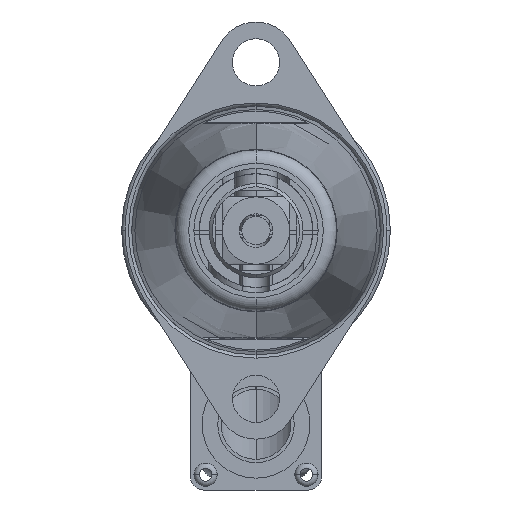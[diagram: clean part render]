
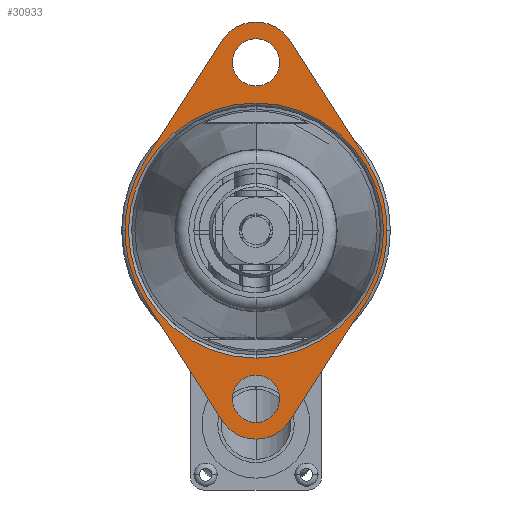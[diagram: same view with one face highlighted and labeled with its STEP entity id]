
A CAD part, left-side view. The second image highlights one B-rep face of the part: STEP entity #30933.
In plain terms, the highlighted planar face has unit normal (-1, 0, 0).
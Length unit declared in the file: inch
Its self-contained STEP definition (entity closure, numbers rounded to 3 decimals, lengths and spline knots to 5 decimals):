
#30212=CARTESIAN_POINT('',(-12.794,0.005,-1.5625));
#30213=DIRECTION('',(-1.,0.,0.));
#30214=DIRECTION('',(0.,0.842,-0.54));
#30215=AXIS2_PLACEMENT_3D('',#30212,#30213,#30214);
#30217=DIRECTION('',(0.,-0.54,-0.842));
#30218=VECTOR('',#30217,1.31494);
#30219=CARTESIAN_POINT('',(-12.794,1.03086,-0.65846));
#30220=LINE('',#30219,#30218);
#30221=CARTESIAN_POINT('',(-12.794,0.005,0.));
#30222=DIRECTION('',(-1.,0.,0.));
#30223=DIRECTION('',(0.,0.842,0.54));
#30224=AXIS2_PLACEMENT_3D('',#30221,#30222,#30223);
#30226=DIRECTION('',(0.,0.54,-0.842));
#30227=VECTOR('',#30226,1.31494);
#30228=CARTESIAN_POINT('',(-12.794,0.32059,1.76506));
#30229=LINE('',#30228,#30227);
#30230=CARTESIAN_POINT('',(-12.794,0.005,1.5625));
#30231=DIRECTION('',(-1.,0.,0.));
#30232=DIRECTION('',(0.,-0.842,0.54));
#30233=AXIS2_PLACEMENT_3D('',#30230,#30231,#30232);
#30235=DIRECTION('',(0.,0.54,0.842));
#30236=VECTOR('',#30235,1.31494);
#30237=CARTESIAN_POINT('',(-12.794,-1.02086,0.65846));
#30238=LINE('',#30237,#30236);
#30239=CARTESIAN_POINT('',(-12.794,0.005,0.));
#30240=DIRECTION('',(-1.,0.,0.));
#30241=DIRECTION('',(0.,-0.842,-0.54));
#30242=AXIS2_PLACEMENT_3D('',#30239,#30240,#30241);
#30244=DIRECTION('',(0.,-0.54,0.842));
#30245=VECTOR('',#30244,1.31494);
#30246=CARTESIAN_POINT('',(-12.794,-0.31059,-1.76506));
#30247=LINE('',#30246,#30245);
#30248=CARTESIAN_POINT('',(-12.794,0.005,-1.5625));
#30249=DIRECTION('',(-1.,0.,0.));
#30250=DIRECTION('',(0.,0.,1.));
#30251=AXIS2_PLACEMENT_3D('',#30248,#30249,#30250);
#30253=CARTESIAN_POINT('',(-12.794,0.005,-1.5625));
#30254=DIRECTION('',(-1.,0.,0.));
#30255=DIRECTION('',(0.,0.,-1.));
#30256=AXIS2_PLACEMENT_3D('',#30253,#30254,#30255);
#30258=CARTESIAN_POINT('',(-12.794,0.005,1.5625));
#30259=DIRECTION('',(-1.,0.,0.));
#30260=DIRECTION('',(0.,0.,1.));
#30261=AXIS2_PLACEMENT_3D('',#30258,#30259,#30260);
#30263=CARTESIAN_POINT('',(-12.794,0.005,1.5625));
#30264=DIRECTION('',(-1.,0.,0.));
#30265=DIRECTION('',(0.,0.,-1.));
#30266=AXIS2_PLACEMENT_3D('',#30263,#30264,#30265);
#30268=CARTESIAN_POINT('',(-12.794,0.005,0.));
#30269=DIRECTION('',(-1.,0.,0.));
#30270=DIRECTION('',(0.,0.,1.));
#30271=AXIS2_PLACEMENT_3D('',#30268,#30269,#30270);
#30273=CARTESIAN_POINT('',(-12.794,0.005,0.));
#30274=DIRECTION('',(-1.,0.,0.));
#30275=DIRECTION('',(0.,0.,-1.));
#30276=AXIS2_PLACEMENT_3D('',#30273,#30274,#30275);
#30420=CARTESIAN_POINT('',(-12.794,0.32059,-1.76506));
#30421=CARTESIAN_POINT('',(-12.794,-0.31059,-1.76506));
#30422=VERTEX_POINT('',#30420);
#30423=VERTEX_POINT('',#30421);
#30424=CARTESIAN_POINT('',(-12.794,-1.02086,-0.65846));
#30425=VERTEX_POINT('',#30424);
#30426=CARTESIAN_POINT('',(-12.794,-1.02086,0.65846));
#30427=VERTEX_POINT('',#30426);
#30428=CARTESIAN_POINT('',(-12.794,-0.31059,1.76506));
#30429=VERTEX_POINT('',#30428);
#30430=CARTESIAN_POINT('',(-12.794,0.32059,1.76506));
#30431=VERTEX_POINT('',#30430);
#30432=CARTESIAN_POINT('',(-12.794,1.03086,0.65846));
#30433=VERTEX_POINT('',#30432);
#30434=CARTESIAN_POINT('',(-12.794,1.03086,-0.65846));
#30435=VERTEX_POINT('',#30434);
#30436=CARTESIAN_POINT('',(-12.794,0.005,1.343));
#30437=CARTESIAN_POINT('',(-12.794,0.005,1.782));
#30438=VERTEX_POINT('',#30436);
#30439=VERTEX_POINT('',#30437);
#30440=CARTESIAN_POINT('',(-12.794,0.005,-1.343));
#30441=CARTESIAN_POINT('',(-12.794,0.005,-1.782));
#30442=VERTEX_POINT('',#30440);
#30443=VERTEX_POINT('',#30441);
#30460=CARTESIAN_POINT('',(-12.794,0.005,1.185));
#30461=CARTESIAN_POINT('',(-12.794,0.005,-1.185));
#30462=VERTEX_POINT('',#30460);
#30463=VERTEX_POINT('',#30461);
#30892=CARTESIAN_POINT('',(-12.794,0.005,0.));
#30893=DIRECTION('',(-1.,0.,0.));
#30894=DIRECTION('',(0.,1.,0.));
#30895=AXIS2_PLACEMENT_3D('',#30892,#30893,#30894);
#30896=PLANE('',#30895);
#30898=ORIENTED_EDGE('',*,*,#30897,.F.);
#30900=ORIENTED_EDGE('',*,*,#30899,.F.);
#30902=ORIENTED_EDGE('',*,*,#30901,.F.);
#30904=ORIENTED_EDGE('',*,*,#30903,.F.);
#30906=ORIENTED_EDGE('',*,*,#30905,.F.);
#30908=ORIENTED_EDGE('',*,*,#30907,.F.);
#30910=ORIENTED_EDGE('',*,*,#30909,.F.);
#30912=ORIENTED_EDGE('',*,*,#30911,.F.);
#30913=EDGE_LOOP('',(#30898,#30900,#30902,#30904,#30906,#30908,#30910,#30912));
#30914=FACE_OUTER_BOUND('',#30913,.F.);
#30916=ORIENTED_EDGE('',*,*,#30915,.T.);
#30918=ORIENTED_EDGE('',*,*,#30917,.T.);
#30919=EDGE_LOOP('',(#30916,#30918));
#30920=FACE_BOUND('',#30919,.F.);
#30922=ORIENTED_EDGE('',*,*,#30921,.T.);
#30924=ORIENTED_EDGE('',*,*,#30923,.T.);
#30925=EDGE_LOOP('',(#30922,#30924));
#30926=FACE_BOUND('',#30925,.F.);
#30928=ORIENTED_EDGE('',*,*,#30927,.T.);
#30930=ORIENTED_EDGE('',*,*,#30929,.T.);
#30931=EDGE_LOOP('',(#30928,#30930));
#30932=FACE_BOUND('',#30931,.F.);
#30933=ADVANCED_FACE('',(#30914,#30920,#30926,#30932),#30896,.T.);
#30216=CIRCLE('',#30215,0.375);
#30225=CIRCLE('',#30224,1.219);
#30234=CIRCLE('',#30233,0.375);
#30243=CIRCLE('',#30242,1.219);
#30252=CIRCLE('',#30251,0.2195);
#30257=CIRCLE('',#30256,0.2195);
#30262=CIRCLE('',#30261,0.2195);
#30267=CIRCLE('',#30266,0.2195);
#30272=CIRCLE('',#30271,1.185);
#30277=CIRCLE('',#30276,1.185);
#30897=EDGE_CURVE('',#30422,#30423,#30216,.T.);
#30899=EDGE_CURVE('',#30435,#30422,#30220,.T.);
#30901=EDGE_CURVE('',#30433,#30435,#30225,.T.);
#30903=EDGE_CURVE('',#30431,#30433,#30229,.T.);
#30905=EDGE_CURVE('',#30429,#30431,#30234,.T.);
#30907=EDGE_CURVE('',#30427,#30429,#30238,.T.);
#30909=EDGE_CURVE('',#30425,#30427,#30243,.T.);
#30911=EDGE_CURVE('',#30423,#30425,#30247,.T.);
#30915=EDGE_CURVE('',#30442,#30443,#30252,.T.);
#30917=EDGE_CURVE('',#30443,#30442,#30257,.T.);
#30921=EDGE_CURVE('',#30439,#30438,#30262,.T.);
#30923=EDGE_CURVE('',#30438,#30439,#30267,.T.);
#30927=EDGE_CURVE('',#30462,#30463,#30272,.T.);
#30929=EDGE_CURVE('',#30463,#30462,#30277,.T.);
